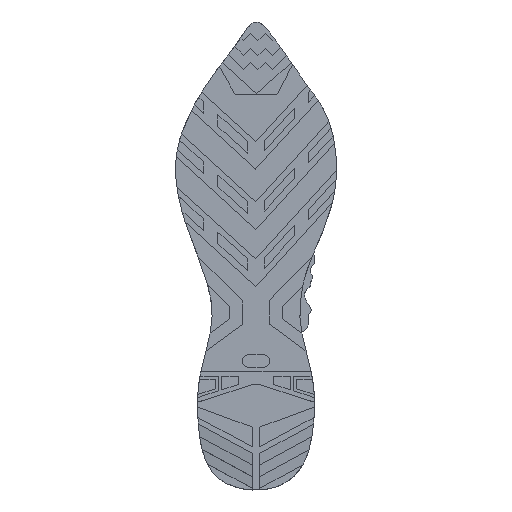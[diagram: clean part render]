
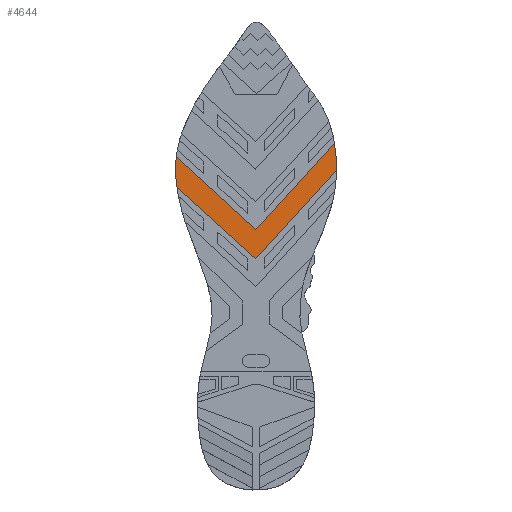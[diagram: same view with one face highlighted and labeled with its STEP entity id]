
A CAD part, top view. The second image highlights one B-rep face of the part: STEP entity #4644.
In plain terms, the highlighted face is planar.
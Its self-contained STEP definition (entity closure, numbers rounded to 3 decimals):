
#57 = ORIENTED_EDGE ( 'NONE', *, *, #2367, .T. ) ;
#103 = VERTEX_POINT ( 'NONE', #4833 ) ;
#124 = CARTESIAN_POINT ( 'NONE',  ( -28.986, 3., -31.879 ) ) ;
#250 = CARTESIAN_POINT ( 'NONE',  ( 55.105, 3., -102.894 ) ) ;
#291 = CARTESIAN_POINT ( 'NONE',  ( -54.991, 3., -98.622 ) ) ;
#491 = CARTESIAN_POINT ( 'NONE',  ( 0., 3., -38.144 ) ) ;
#501 = LINE ( 'NONE', #918, #5213 ) ;
#562 = CARTESIAN_POINT ( 'NONE',  ( -55.013, 3., -100.256 ) ) ;
#587 = VERTEX_POINT ( 'NONE', #491 ) ;
#670 = DIRECTION ( 'NONE',  ( 0., 0., -1. ) ) ;
#731 = ORIENTED_EDGE ( 'NONE', *, *, #2630, .T. ) ;
#897 = CARTESIAN_POINT ( 'NONE',  ( -54.34, 3., -112.681 ) ) ;
#915 = AXIS2_PLACEMENT_3D ( 'NONE', #1211, #5291, #670 ) ;
#918 = CARTESIAN_POINT ( 'NONE',  ( -18.986, 3., -20.88 ) ) ;
#991 = CARTESIAN_POINT ( 'NONE',  ( 54.551, 3., -107.835 ) ) ;
#1020 = CARTESIAN_POINT ( 'NONE',  ( -53.596, 3., -117.179 ) ) ;
#1072 = VERTEX_POINT ( 'NONE', #2808 ) ;
#1211 = CARTESIAN_POINT ( 'NONE',  ( 0., 3., 0. ) ) ;
#1228 = CARTESIAN_POINT ( 'NONE',  ( 54.096, 3., -87.331 ) ) ;
#1811 = DIRECTION ( 'NONE',  ( 0.673, 0., 0.74 ) ) ;
#1945 = B_SPLINE_CURVE_WITH_KNOTS ( 'NONE', 3,
 ( #991, #3852, #250, #2309, #4839, #1228 ),
 .UNSPECIFIED., .F., .F.,
 ( 4, 1, 1, 4 ),
 ( 0.151, 0.152, 0.167, 0.175 ),
 .UNSPECIFIED. ) ;
#1998 = ORIENTED_EDGE ( 'NONE', *, *, #5138, .F. ) ;
#2111 = VERTEX_POINT ( 'NONE', #4861 ) ;
#2177 = DIRECTION ( 'NONE',  ( -0.74, 0., 0.673 ) ) ;
#2207 = VECTOR ( 'NONE', #1811, 1000. ) ;
#2309 = CARTESIAN_POINT ( 'NONE',  ( 55.059, 3., -95.959 ) ) ;
#2367 = EDGE_CURVE ( 'NONE', #4049, #4114, #4762, .T. ) ;
#2517 = LINE ( 'NONE', #4063, #4573 ) ;
#2630 = EDGE_CURVE ( 'NONE', #2111, #103, #1945, .T. ) ;
#2757 = FACE_OUTER_BOUND ( 'NONE', #6650, .T. ) ;
#2808 = CARTESIAN_POINT ( 'NONE',  ( 0., 3., -58.234 ) ) ;
#3520 = ORIENTED_EDGE ( 'NONE', *, *, #4567, .F. ) ;
#3623 = VECTOR ( 'NONE', #2177, 1000. ) ;
#3852 = CARTESIAN_POINT ( 'NONE',  ( 54.589, 3., -107.512 ) ) ;
#3883 = EDGE_CURVE ( 'NONE', #2111, #1072, #6247, .T. ) ;
#4049 = VERTEX_POINT ( 'NONE', #4120 ) ;
#4063 = CARTESIAN_POINT ( 'NONE',  ( 28.986, 3., -26.356 ) ) ;
#4114 = VERTEX_POINT ( 'NONE', #1020 ) ;
#4120 = CARTESIAN_POINT ( 'NONE',  ( -54.991, 3., -98.622 ) ) ;
#4402 = CARTESIAN_POINT ( 'NONE',  ( 18.986, 3., -17.263 ) ) ;
#4567 = EDGE_CURVE ( 'NONE', #587, #103, #501, .T. ) ;
#4573 = VECTOR ( 'NONE', #5991, 1000. ) ;
#4644 = ADVANCED_FACE ( 'NONE', ( #2757 ), #5829, .T. ) ;
#4762 = B_SPLINE_CURVE_WITH_KNOTS ( 'NONE', 3,
 ( #291, #562, #5455, #897, #4949 ),
 .UNSPECIFIED., .F., .F.,
 ( 4, 1, 4 ),
 ( 0.838, 0.843, 0.855 ),
 .UNSPECIFIED. ) ;
#4833 = CARTESIAN_POINT ( 'NONE',  ( 54.096, 3., -87.331 ) ) ;
#4839 = CARTESIAN_POINT ( 'NONE',  ( 54.401, 3., -89.592 ) ) ;
#4861 = CARTESIAN_POINT ( 'NONE',  ( 54.551, 3., -107.835 ) ) ;
#4949 = CARTESIAN_POINT ( 'NONE',  ( -53.596, 3., -117.179 ) ) ;
#5075 = ORIENTED_EDGE ( 'NONE', *, *, #5352, .T. ) ;
#5138 = EDGE_CURVE ( 'NONE', #4049, #587, #5889, .T. ) ;
#5213 = VECTOR ( 'NONE', #6573, 1000. ) ;
#5291 = DIRECTION ( 'NONE',  ( 0., -1., 0. ) ) ;
#5345 = ORIENTED_EDGE ( 'NONE', *, *, #3883, .F. ) ;
#5352 = EDGE_CURVE ( 'NONE', #4114, #1072, #2517, .T. ) ;
#5455 = CARTESIAN_POINT ( 'NONE',  ( -54.95, 3., -106.378 ) ) ;
#5829 = PLANE ( 'NONE',  #915 ) ;
#5889 = LINE ( 'NONE', #4402, #2207 ) ;
#5991 = DIRECTION ( 'NONE',  ( 0.673, 0., 0.74 ) ) ;
#6247 = LINE ( 'NONE', #124, #3623 ) ;
#6573 = DIRECTION ( 'NONE',  ( 0.74, 0., -0.673 ) ) ;
#6650 = EDGE_LOOP ( 'NONE', ( #3520, #1998, #57, #5075, #5345, #731 ) ) ;
